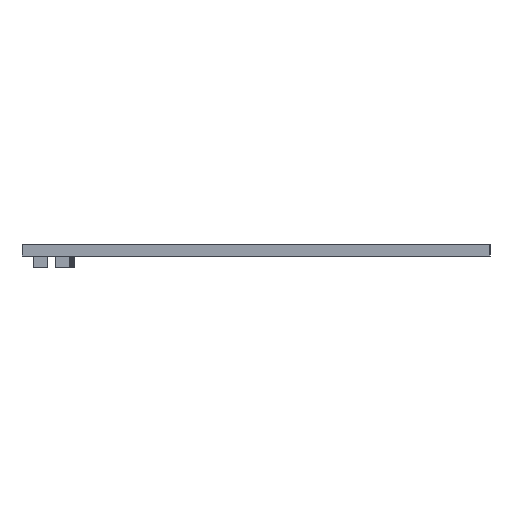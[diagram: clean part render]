
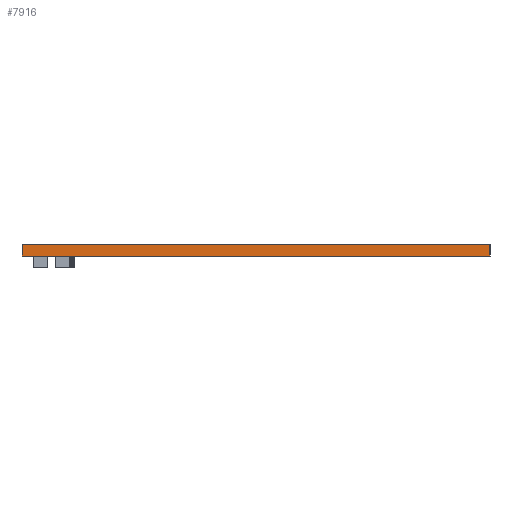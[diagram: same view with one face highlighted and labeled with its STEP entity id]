
A CAD part, left-side view. The second image highlights one B-rep face of the part: STEP entity #7916.
In plain terms, the highlighted planar face has unit normal (-1, 0, 0).
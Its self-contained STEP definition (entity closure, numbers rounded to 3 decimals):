
#969=FACE_OUTER_BOUND('',#1441,.T.);
#1441=EDGE_LOOP('',(#5796,#5797,#5798,#5799));
#1857=LINE('',#9648,#2519);
#2033=LINE('',#11692,#2695);
#2034=LINE('',#11694,#2696);
#2035=LINE('',#11695,#2697);
#2519=VECTOR('',#8549,10.);
#2695=VECTOR('',#8899,10.);
#2696=VECTOR('',#8900,10.);
#2697=VECTOR('',#8901,10.);
#3181=VERTEX_POINT('',#9645);
#3182=VERTEX_POINT('',#9647);
#3628=VERTEX_POINT('',#11691);
#3629=VERTEX_POINT('',#11693);
#4005=EDGE_CURVE('',#3181,#3182,#1857,.T.);
#4488=EDGE_CURVE('',#3181,#3628,#2033,.T.);
#4489=EDGE_CURVE('',#3629,#3628,#2034,.T.);
#4490=EDGE_CURVE('',#3182,#3629,#2035,.T.);
#5796=ORIENTED_EDGE('',*,*,#4005,.F.);
#5797=ORIENTED_EDGE('',*,*,#4488,.T.);
#5798=ORIENTED_EDGE('',*,*,#4489,.F.);
#5799=ORIENTED_EDGE('',*,*,#4490,.F.);
#7739=PLANE('',#8414);
#7916=ADVANCED_FACE('',(#969),#7739,.T.);
#8414=AXIS2_PLACEMENT_3D('',#11690,#8897,#8898);
#8549=DIRECTION('',(0.,1.,0.));
#8897=DIRECTION('center_axis',(-1.,0.,0.));
#8898=DIRECTION('ref_axis',(0.,-1.,0.));
#8899=DIRECTION('',(0.,0.,1.));
#8900=DIRECTION('',(0.,-1.,0.));
#8901=DIRECTION('',(0.,0.,1.));
#9645=CARTESIAN_POINT('',(-12.,-75.,0.));
#9647=CARTESIAN_POINT('',(-12.,7.,0.));
#9648=CARTESIAN_POINT('',(-12.,-75.,0.));
#11690=CARTESIAN_POINT('Origin',(-12.,7.,0.));
#11691=CARTESIAN_POINT('',(-12.,-75.,2.));
#11692=CARTESIAN_POINT('',(-12.,-75.,0.));
#11693=CARTESIAN_POINT('',(-12.,7.,2.));
#11694=CARTESIAN_POINT('',(-12.,-75.,2.));
#11695=CARTESIAN_POINT('',(-12.,7.,0.));
